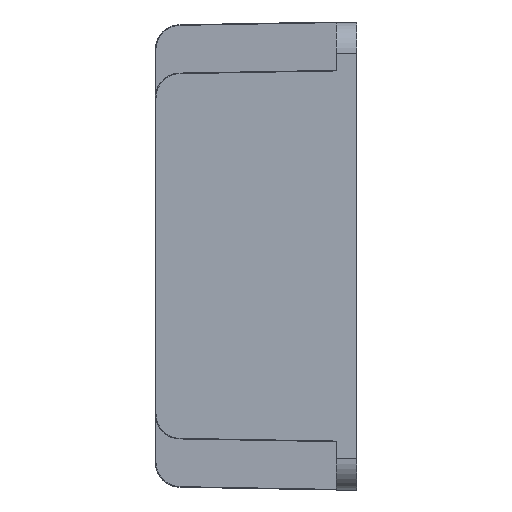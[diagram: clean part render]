
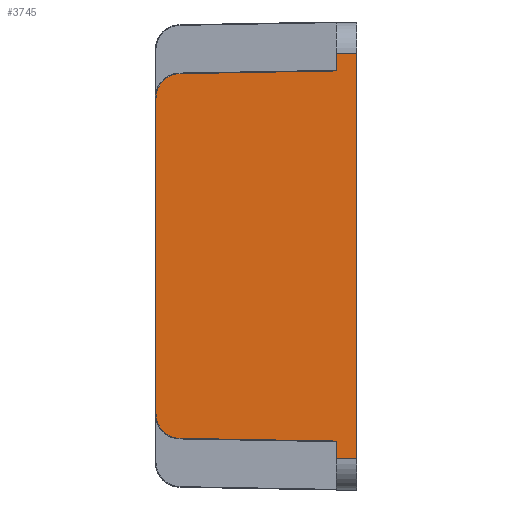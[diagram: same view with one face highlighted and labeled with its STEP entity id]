
A CAD part, left-side view. The second image highlights one B-rep face of the part: STEP entity #3745.
In plain terms, the highlighted planar face has unit normal (-1, 0, 0).
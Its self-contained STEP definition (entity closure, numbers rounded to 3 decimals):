
#149 = EDGE_CURVE ( 'NONE', #13432, #7488, #5844, .T. ) ;
#485 = AXIS2_PLACEMENT_3D ( 'NONE', #12685, #12775, #3134 ) ;
#705 = LINE ( 'NONE', #6099, #12197 ) ;
#721 = ORIENTED_EDGE ( 'NONE', *, *, #149, .F. ) ;
#973 = CARTESIAN_POINT ( 'NONE',  ( -37.275, 3.202, 29.401 ) ) ;
#1056 = EDGE_LOOP ( 'NONE', ( #4549, #12762, #2974, #11057, #2843, #11099, #721, #13065, #2520, #12051 ) ) ;
#1203 = EDGE_CURVE ( 'NONE', #12467, #10569, #9644, .T. ) ;
#1253 = AXIS2_PLACEMENT_3D ( 'NONE', #7604, #4554, #8613 ) ;
#1880 = DIRECTION ( 'NONE',  ( 0., 0., 1. ) ) ;
#2356 = DIRECTION ( 'NONE',  ( 0., 1., -0.017 ) ) ;
#2363 = LINE ( 'NONE', #8012, #10606 ) ;
#2437 = VECTOR ( 'NONE', #3900, 1000. ) ;
#2520 = ORIENTED_EDGE ( 'NONE', *, *, #6295, .T. ) ;
#2743 = DIRECTION ( 'NONE',  ( -1., 0., 0. ) ) ;
#2783 = DIRECTION ( 'NONE',  ( 0., -1., 0. ) ) ;
#2843 = ORIENTED_EDGE ( 'NONE', *, *, #6390, .T. ) ;
#2961 = VECTOR ( 'NONE', #11750, 1000. ) ;
#2974 = ORIENTED_EDGE ( 'NONE', *, *, #4699, .T. ) ;
#3058 = LINE ( 'NONE', #973, #12488 ) ;
#3134 = DIRECTION ( 'NONE',  ( 0., 0., -1. ) ) ;
#3570 = VERTEX_POINT ( 'NONE', #8067 ) ;
#3745 = ADVANCED_FACE ( 'NONE', ( #4892 ), #11596, .F. ) ;
#3900 = DIRECTION ( 'NONE',  ( 0., 0., -1. ) ) ;
#4549 = ORIENTED_EDGE ( 'NONE', *, *, #12849, .F. ) ;
#4554 = DIRECTION ( 'NONE',  ( -1., 0., 0. ) ) ;
#4699 = EDGE_CURVE ( 'NONE', #6731, #12467, #13804, .T. ) ;
#4791 = EDGE_CURVE ( 'NONE', #13432, #5424, #13963, .T. ) ;
#4892 = FACE_OUTER_BOUND ( 'NONE', #1056, .T. ) ;
#4962 = CARTESIAN_POINT ( 'NONE',  ( -37.275, 28.068, -28.967 ) ) ;
#5193 = AXIS2_PLACEMENT_3D ( 'NONE', #11384, #2743, #12398 ) ;
#5424 = VERTEX_POINT ( 'NONE', #9099 ) ;
#5599 = CARTESIAN_POINT ( 'NONE',  ( -37.275, 4.324, -29.381 ) ) ;
#5669 = DIRECTION ( 'NONE',  ( 0., -1., 0. ) ) ;
#5719 = CARTESIAN_POINT ( 'NONE',  ( -37.275, 3.25, 32.175 ) ) ;
#5844 = LINE ( 'NONE', #5719, #2961 ) ;
#6099 = CARTESIAN_POINT ( 'NONE',  ( -37.275, 3.25, 32.175 ) ) ;
#6194 = CARTESIAN_POINT ( 'NONE',  ( -37.275, 31.9, -25.067 ) ) ;
#6295 = EDGE_CURVE ( 'NONE', #5424, #7533, #12486, .T. ) ;
#6390 = EDGE_CURVE ( 'NONE', #10569, #13321, #7251, .T. ) ;
#6538 = DIRECTION ( 'NONE',  ( 0., -1., -0.017 ) ) ;
#6731 = VERTEX_POINT ( 'NONE', #7560 ) ;
#6921 = EDGE_CURVE ( 'NONE', #3570, #7533, #2363, .T. ) ;
#7160 = EDGE_CURVE ( 'NONE', #13162, #6731, #3058, .T. ) ;
#7222 = VECTOR ( 'NONE', #5669, 1000. ) ;
#7251 = CIRCLE ( 'NONE', #5193, 3.9 ) ;
#7293 = CARTESIAN_POINT ( 'NONE',  ( -37.275, 3.25, -29.4 ) ) ;
#7488 = VERTEX_POINT ( 'NONE', #7293 ) ;
#7533 = VERTEX_POINT ( 'NONE', #9808 ) ;
#7560 = CARTESIAN_POINT ( 'NONE',  ( -37.275, 28.068, 28.967 ) ) ;
#7604 = CARTESIAN_POINT ( 'NONE',  ( -37.275, 28., 25.067 ) ) ;
#7933 = VECTOR ( 'NONE', #9794, 1000. ) ;
#8012 = CARTESIAN_POINT ( 'NONE',  ( -37.275, 3.25, 32.175 ) ) ;
#8067 = CARTESIAN_POINT ( 'NONE',  ( -37.275, 3.25, 32.175 ) ) ;
#8613 = DIRECTION ( 'NONE',  ( 0., 0., -1. ) ) ;
#9099 = CARTESIAN_POINT ( 'NONE',  ( -37.275, 0., -32.175 ) ) ;
#9295 = CARTESIAN_POINT ( 'NONE',  ( -37.275, 3.25, -32.175 ) ) ;
#9644 = LINE ( 'NONE', #6194, #2437 ) ;
#9794 = DIRECTION ( 'NONE',  ( 0., 0., 1. ) ) ;
#9808 = CARTESIAN_POINT ( 'NONE',  ( -37.275, 0., 32.175 ) ) ;
#10043 = EDGE_CURVE ( 'NONE', #13321, #7488, #12263, .T. ) ;
#10069 = CARTESIAN_POINT ( 'NONE',  ( -37.275, 3.25, 29.4 ) ) ;
#10569 = VERTEX_POINT ( 'NONE', #10932 ) ;
#10606 = VECTOR ( 'NONE', #2783, 1000. ) ;
#10920 = CARTESIAN_POINT ( 'NONE',  ( -37.275, 31.9, 25.067 ) ) ;
#10932 = CARTESIAN_POINT ( 'NONE',  ( -37.275, 31.9, -25.067 ) ) ;
#11057 = ORIENTED_EDGE ( 'NONE', *, *, #1203, .T. ) ;
#11099 = ORIENTED_EDGE ( 'NONE', *, *, #10043, .T. ) ;
#11166 = CARTESIAN_POINT ( 'NONE',  ( -37.275, 3.25, -32.175 ) ) ;
#11384 = CARTESIAN_POINT ( 'NONE',  ( -37.275, 28., -25.067 ) ) ;
#11596 = PLANE ( 'NONE',  #485 ) ;
#11750 = DIRECTION ( 'NONE',  ( 0., 0., 1. ) ) ;
#12032 = CARTESIAN_POINT ( 'NONE',  ( -37.275, 0., 32.175 ) ) ;
#12051 = ORIENTED_EDGE ( 'NONE', *, *, #6921, .F. ) ;
#12197 = VECTOR ( 'NONE', #1880, 1000. ) ;
#12263 = LINE ( 'NONE', #5599, #13929 ) ;
#12398 = DIRECTION ( 'NONE',  ( 0., 0., -1. ) ) ;
#12467 = VERTEX_POINT ( 'NONE', #10920 ) ;
#12486 = LINE ( 'NONE', #12032, #7933 ) ;
#12488 = VECTOR ( 'NONE', #2356, 1000. ) ;
#12685 = CARTESIAN_POINT ( 'NONE',  ( -37.275, 3.25, 32.175 ) ) ;
#12762 = ORIENTED_EDGE ( 'NONE', *, *, #7160, .T. ) ;
#12775 = DIRECTION ( 'NONE',  ( 1., 0., 0. ) ) ;
#12849 = EDGE_CURVE ( 'NONE', #13162, #3570, #705, .T. ) ;
#13065 = ORIENTED_EDGE ( 'NONE', *, *, #4791, .T. ) ;
#13162 = VERTEX_POINT ( 'NONE', #10069 ) ;
#13321 = VERTEX_POINT ( 'NONE', #4962 ) ;
#13432 = VERTEX_POINT ( 'NONE', #9295 ) ;
#13804 = CIRCLE ( 'NONE', #1253, 3.9 ) ;
#13929 = VECTOR ( 'NONE', #6538, 1000. ) ;
#13963 = LINE ( 'NONE', #11166, #7222 ) ;
